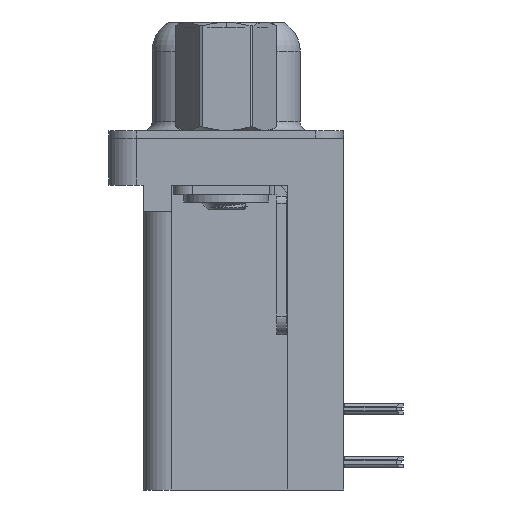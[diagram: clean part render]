
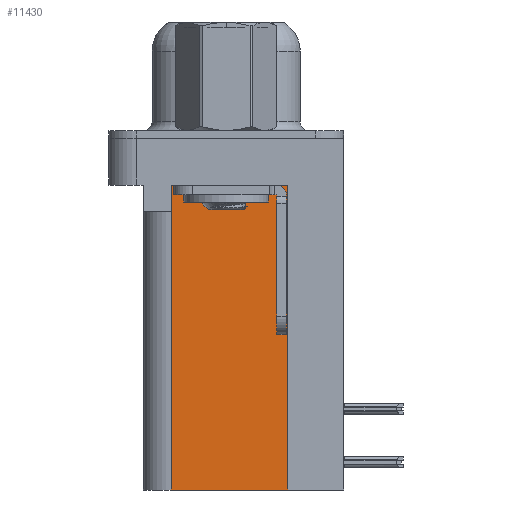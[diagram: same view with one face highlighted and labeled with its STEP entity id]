
A CAD part, left-side view. The second image highlights one B-rep face of the part: STEP entity #11430.
In plain terms, the highlighted planar face has unit normal (-1, 0, 0).
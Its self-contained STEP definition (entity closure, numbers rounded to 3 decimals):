
#589 = VERTEX_POINT ( 'NONE', #16412 ) ;
#898 = LINE ( 'NONE', #33429, #33838 ) ;
#1016 = EDGE_CURVE ( 'NONE', #33100, #3632, #2557, .T. ) ;
#2557 = LINE ( 'NONE', #22321, #3558 ) ;
#3558 = VECTOR ( 'NONE', #14483, 1000. ) ;
#3583 = VERTEX_POINT ( 'NONE', #17686 ) ;
#3632 = VERTEX_POINT ( 'NONE', #40861 ) ;
#4554 = DIRECTION ( 'NONE',  ( 0., 1., 0. ) ) ;
#4571 = ORIENTED_EDGE ( 'NONE', *, *, #23250, .F. ) ;
#4872 = DIRECTION ( 'NONE',  ( 0., 1., 0. ) ) ;
#5136 = ORIENTED_EDGE ( 'NONE', *, *, #15572, .T. ) ;
#5457 = ORIENTED_EDGE ( 'NONE', *, *, #6636, .F. ) ;
#5911 = FACE_OUTER_BOUND ( 'NONE', #22248, .T. ) ;
#6348 = VERTEX_POINT ( 'NONE', #16823 ) ;
#6636 = EDGE_CURVE ( 'NONE', #589, #18370, #40453, .T. ) ;
#6976 = LINE ( 'NONE', #35095, #38786 ) ;
#9674 = DIRECTION ( 'NONE',  ( 0., 0., 1. ) ) ;
#10949 = CARTESIAN_POINT ( 'NONE',  ( 3.79, -3.295, -18.76 ) ) ;
#10972 = EDGE_CURVE ( 'NONE', #3583, #33100, #898, .T. ) ;
#11430 = ADVANCED_FACE ( 'NONE', ( #5911 ), #39002, .F. ) ;
#11482 = DIRECTION ( 'NONE',  ( 0., 0., 1. ) ) ;
#11535 = ORIENTED_EDGE ( 'NONE', *, *, #1016, .T. ) ;
#13744 = DIRECTION ( 'NONE',  ( 1., 0., 0. ) ) ;
#14483 = DIRECTION ( 'NONE',  ( 0., 0., -1. ) ) ;
#15572 = EDGE_CURVE ( 'NONE', #6348, #3583, #19047, .T. ) ;
#16095 = VECTOR ( 'NONE', #9674, 1000. ) ;
#16412 = CARTESIAN_POINT ( 'NONE',  ( 3.79, 2.925, -18.76 ) ) ;
#16823 = CARTESIAN_POINT ( 'NONE',  ( 3.79, -3.295, -18.76 ) ) ;
#17686 = CARTESIAN_POINT ( 'NONE',  ( 3.79, -3.295, -2.5 ) ) ;
#18088 = CARTESIAN_POINT ( 'NONE',  ( 3.79, 2.925, -3.9 ) ) ;
#18370 = VERTEX_POINT ( 'NONE', #18088 ) ;
#19047 = LINE ( 'NONE', #40788, #16095 ) ;
#19221 = DIRECTION ( 'NONE',  ( 0., 1., 0. ) ) ;
#20006 = CARTESIAN_POINT ( 'NONE',  ( 3.79, -3.295, -18.76 ) ) ;
#20244 = ORIENTED_EDGE ( 'NONE', *, *, #25373, .T. ) ;
#22248 = EDGE_LOOP ( 'NONE', ( #36077, #11535, #20244, #5457, #4571, #5136 ) ) ;
#22321 = CARTESIAN_POINT ( 'NONE',  ( 3.79, 2.895, -3.9 ) ) ;
#23250 = EDGE_CURVE ( 'NONE', #6348, #589, #36486, .T. ) ;
#25373 = EDGE_CURVE ( 'NONE', #3632, #18370, #6976, .T. ) ;
#29572 = VECTOR ( 'NONE', #11482, 1000. ) ;
#33100 = VERTEX_POINT ( 'NONE', #35446 ) ;
#33429 = CARTESIAN_POINT ( 'NONE',  ( 3.79, -3.295, -2.5 ) ) ;
#33792 = CARTESIAN_POINT ( 'NONE',  ( 3.79, 2.925, -18.76 ) ) ;
#33838 = VECTOR ( 'NONE', #4872, 1000. ) ;
#34121 = AXIS2_PLACEMENT_3D ( 'NONE', #20006, #13744, #35993 ) ;
#35095 = CARTESIAN_POINT ( 'NONE',  ( 3.79, 0., -3.9 ) ) ;
#35446 = CARTESIAN_POINT ( 'NONE',  ( 3.79, 2.895, -2.5 ) ) ;
#35504 = VECTOR ( 'NONE', #4554, 1000. ) ;
#35993 = DIRECTION ( 'NONE',  ( 0., 1., 0. ) ) ;
#36077 = ORIENTED_EDGE ( 'NONE', *, *, #10972, .T. ) ;
#36486 = LINE ( 'NONE', #10949, #35504 ) ;
#38786 = VECTOR ( 'NONE', #19221, 1000. ) ;
#39002 = PLANE ( 'NONE',  #34121 ) ;
#40453 = LINE ( 'NONE', #33792, #29572 ) ;
#40788 = CARTESIAN_POINT ( 'NONE',  ( 3.79, -3.295, -18.76 ) ) ;
#40861 = CARTESIAN_POINT ( 'NONE',  ( 3.79, 2.895, -3.9 ) ) ;
